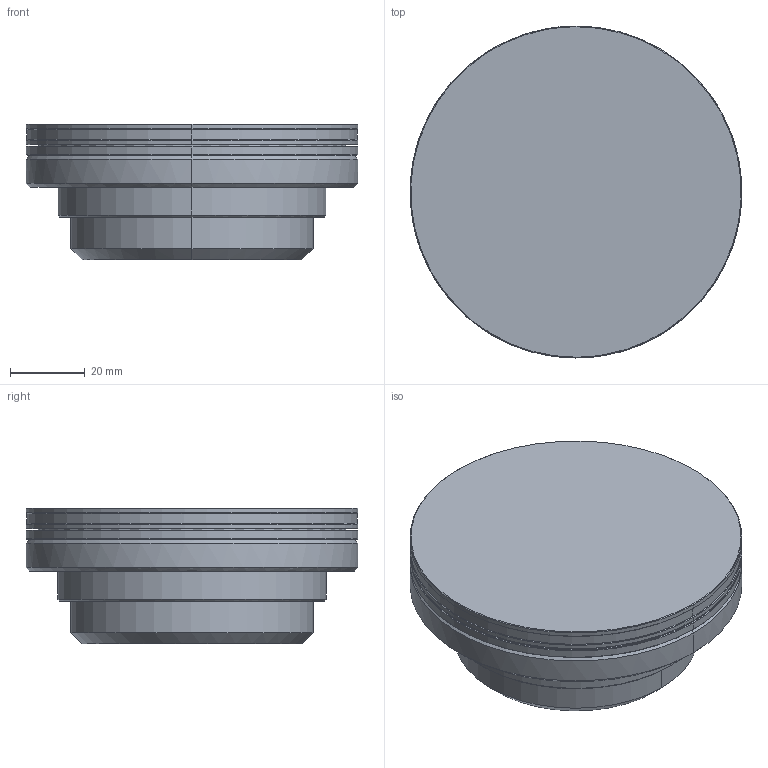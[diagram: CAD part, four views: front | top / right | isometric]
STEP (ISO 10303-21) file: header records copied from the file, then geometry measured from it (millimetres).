
FILE_DESCRIPTION (( 'STEP AP203' ), '1' );
FILE_NAME ('630013.STEP', '2021-06-02T01:35:06', ( '' ), ( '' ), 'SwSTEP 2.0', 'SolidWorks 2020', '' );
FILE_SCHEMA (( 'CONFIG_CONTROL_DESIGN' ));
Length unit declared in the file: millimetre
Products named in the file (1): 630013
Bounding box: 88.91 x 89 x 36.42 mm (x, y, z)
Volume: 174307.6 mm3; surface area: 22689.2 mm2
Topology: 1 solids, 1 shells, 43 faces, 84 edges, 48 vertices
Faces by surface type: cone 16, cylinder 16, plane 7, bspline 4
Entity records: 2731 total; most frequent: CARTESIAN_POINT 1968, ORIENTED_EDGE 168, EDGE_CURVE 84, B_SPLINE_CURVE_WITH_KNOTS 84, DIRECTION 80, VERTEX_POINT 48, EDGE_LOOP 48, ADVANCED_FACE 43
